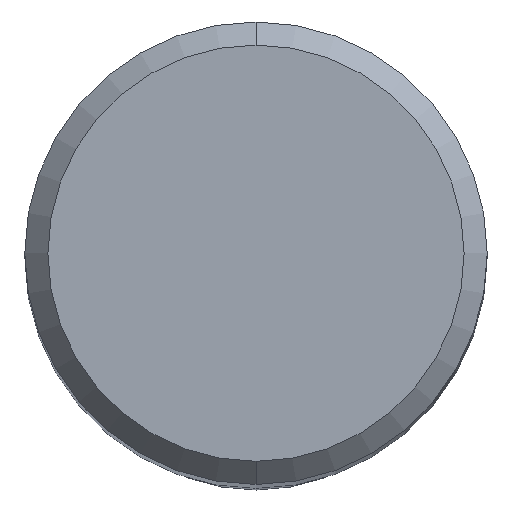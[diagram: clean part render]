
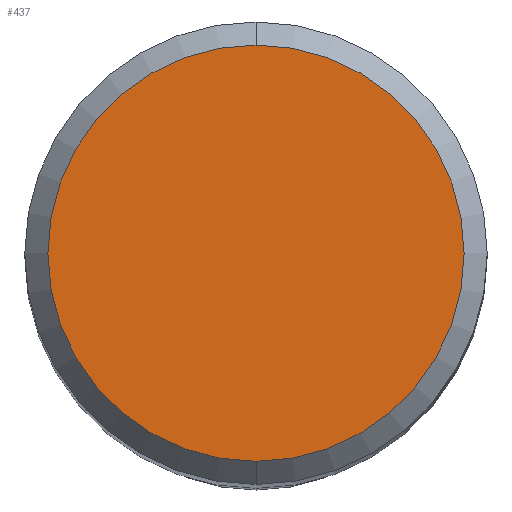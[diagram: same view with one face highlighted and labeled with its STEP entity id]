
A CAD part, top view. The second image highlights one B-rep face of the part: STEP entity #437.
In plain terms, the highlighted planar face has unit normal (0, 0, 1).
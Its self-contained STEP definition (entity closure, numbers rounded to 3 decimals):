
#265=EDGE_CURVE('',#389,#413,#567,.T.);
#269=EDGE_CURVE('',#413,#389,#571,.T.);
#389=VERTEX_POINT('',#704);
#413=VERTEX_POINT('',#730);
#437=ADVANCED_FACE('',(#755),#756,.T.);
#567=CIRCLE('',#992,4.5);
#571=CIRCLE('',#997,4.5);
#704=CARTESIAN_POINT('',(0.,-4.5,0.));
#730=CARTESIAN_POINT('',(0.0,4.5,0.));
#755=FACE_OUTER_BOUND('',#1406,.T.);
#756=PLANE('',#1407);
#992=AXIS2_PLACEMENT_3D('',#1550,#1551,#1552);
#997=AXIS2_PLACEMENT_3D('',#1553,#1554,#1555);
#1406=EDGE_LOOP('',(#1743,#1744));
#1407=AXIS2_PLACEMENT_3D('',#1745,#1746,#1747);
#1550=CARTESIAN_POINT('',(0.0,0.0,0.));
#1551=DIRECTION('',(0.0,0.0,-1.0));
#1552=DIRECTION('',(0.0,1.0,0.0));
#1553=CARTESIAN_POINT('',(0.0,0.0,0.));
#1554=DIRECTION('',(0.0,0.0,-1.0));
#1555=DIRECTION('',(0.0,1.0,0.0));
#1743=ORIENTED_EDGE('',*,*,#269,.F.);
#1744=ORIENTED_EDGE('',*,*,#265,.F.);
#1745=CARTESIAN_POINT('',(0.0,2.25,0.));
#1746=DIRECTION('',(-0.0,0.0,1.0));
#1747=DIRECTION('',(0.0,-1.0,0.0));
